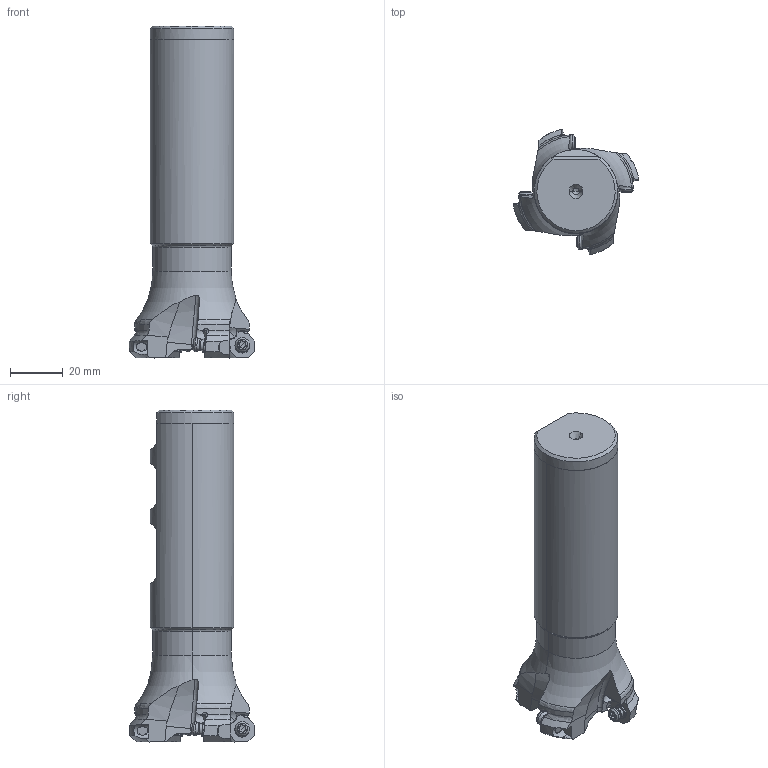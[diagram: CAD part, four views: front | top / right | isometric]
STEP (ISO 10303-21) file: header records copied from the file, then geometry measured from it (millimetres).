
FILE_DESCRIPTION(/* description */ (''),/* implementation_level */ '2;1');
FILE_NAME(/* name */ 'BRP6UPR324W20.stp',/* time_stamp */ '2017-10-10T12:57:50+09:00',/* author */ (''),/* organization */ (''),/* preprocessor_version */ 'ST-DEVELOPER v16',/* originating_system */ 'SIEMENS PLM Software NX 10.0',/* authorisation */ '');
FILE_SCHEMA (('AUTOMOTIVE_DESIGN { 1 0 10303 214 3 1 1 1 }'));
Length unit declared in the file: millimetre
Products named in the file (1): BRP6UPR324W20_ASM
Bounding box: 47.71 x 47.46 x 125.77 mm (x, y, z)
Volume: 98665.2 mm3; surface area: 16853.4 mm2
Topology: 5 solids, 5 shells, 348 faces, 1041 edges, 695 vertices
Faces by surface type: cylinder 141, cone 79, plane 68, torus 52, sphere 8
Entity records: 14879 total; most frequent: CARTESIAN_POINT 5487, ORIENTED_EDGE 2042, DIRECTION 1927, EDGE_CURVE 1021, AXIS2_PLACEMENT_3D 836, VERTEX_POINT 695, CIRCLE 409, EDGE_LOOP 368
